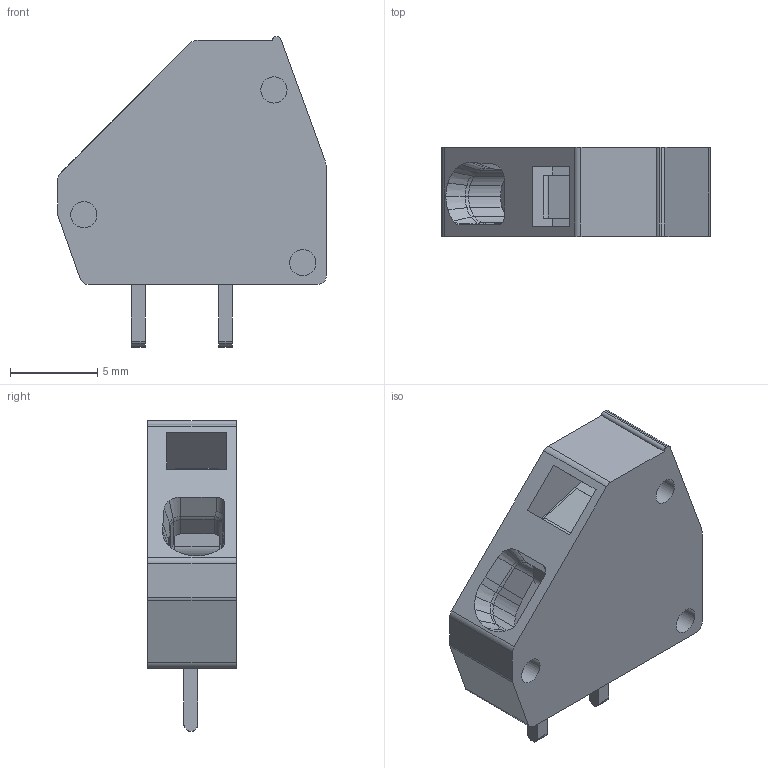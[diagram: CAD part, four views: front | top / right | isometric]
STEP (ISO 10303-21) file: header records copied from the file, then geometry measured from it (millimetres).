
FILE_DESCRIPTION(/* description */ ('Unknown'),/* implementation_level */ '2;1');
FILE_NAME(/* name */ 'SQECDWP',/* time_stamp */ '2024-06-21T13:48:03+05:00',/* author */ ('Unknown'),/* organization */ ('Unknown'),/* preprocessor_version */ 'ST-DEVELOPER v16.7',/* originating_system */ 'Solid Edge',/* authorisation */ 'Unknown');
FILE_SCHEMA (('AUTOMOTIVE_DESIGN {1 0 10303 214 3 1 1}'));
Length unit declared in the file: millimetre
Products named in the file (1): SQECDWP
Bounding box: 15.4 x 5.08 x 17.8 mm (x, y, z)
Volume: 796.4 mm3; surface area: 766.3 mm2
Topology: 1 solids, 1 shells, 114 faces, 286 edges, 181 vertices
Faces by surface type: plane 51, cylinder 38, cone 10, torus 10, bspline 5
Full cylindrical faces by diameter (mm): 1.5 x3
Entity records: 4232 total; most frequent: CARTESIAN_POINT 652, DIRECTION 603, ORIENTED_EDGE 560, EDGE_CURVE 280, AXIS2_PLACEMENT_3D 221, VERTEX_POINT 178, LINE 161, VECTOR 161
